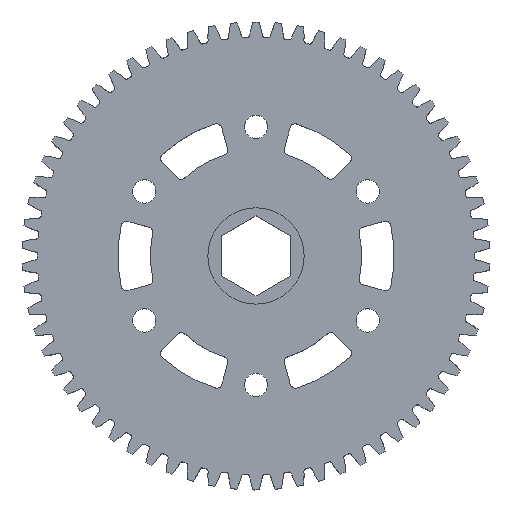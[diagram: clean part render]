
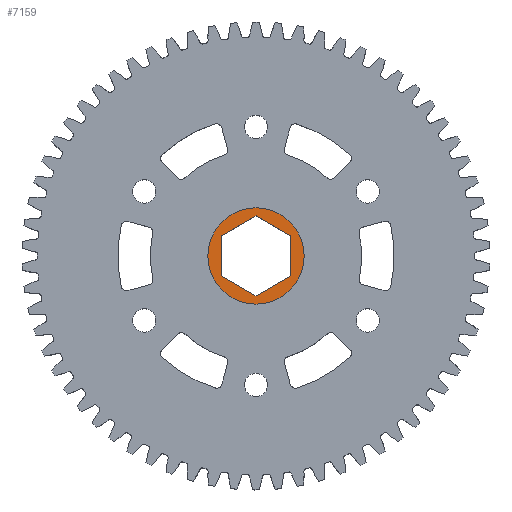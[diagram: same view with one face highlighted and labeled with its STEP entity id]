
A CAD part, top view. The second image highlights one B-rep face of the part: STEP entity #7159.
In plain terms, the highlighted planar face has unit normal (0, 0, 1).
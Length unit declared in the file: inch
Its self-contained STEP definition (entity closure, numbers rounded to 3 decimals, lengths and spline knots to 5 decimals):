
#539 = ORIENTED_EDGE ( 'NONE', *, *, #24201, .T. ) ;
#603 = DIRECTION ( 'NONE',  ( -0.866, 0.5, 0. ) ) ;
#809 = CARTESIAN_POINT ( 'NONE',  ( 0.35, 0., 0.249 ) ) ;
#1824 = AXIS2_PLACEMENT_3D ( 'NONE', #24034, #10941, #26215 ) ;
#1877 = AXIS2_PLACEMENT_3D ( 'NONE', #15149, #2047, #17357 ) ;
#2047 = DIRECTION ( 'NONE',  ( 0., 0., 1. ) ) ;
#2214 = VERTEX_POINT ( 'NONE', #12290 ) ;
#2386 = LINE ( 'NONE', #20730, #8913 ) ;
#2823 = FACE_OUTER_BOUND ( 'NONE', #10161, .T. ) ;
#3062 = PLANE ( 'NONE',  #17063 ) ;
#4047 = EDGE_CURVE ( 'NONE', #15852, #17130, #25120, .T. ) ;
#4690 = ORIENTED_EDGE ( 'NONE', *, *, #4047, .F. ) ;
#4986 = ORIENTED_EDGE ( 'NONE', *, *, #21775, .F. ) ;
#5186 = LINE ( 'NONE', #7342, #27706 ) ;
#5253 = DIRECTION ( 'NONE',  ( 0., 0., 1. ) ) ;
#6975 = CARTESIAN_POINT ( 'NONE',  ( -0.2515, -0.1452, 0.249 ) ) ;
#7159 = ADVANCED_FACE ( 'NONE', ( #26070, #2823 ), #3062, .T. ) ;
#7164 = LINE ( 'NONE', #15900, #12301 ) ;
#7254 = DIRECTION ( 'NONE',  ( 0.866, -0.5, 0. ) ) ;
#7342 = CARTESIAN_POINT ( 'NONE',  ( 0., -0.29041, 0.249 ) ) ;
#7663 = VECTOR ( 'NONE', #7254, 39.37008 ) ;
#8243 = ORIENTED_EDGE ( 'NONE', *, *, #15928, .F. ) ;
#8913 = VECTOR ( 'NONE', #11958, 39.37008 ) ;
#9126 = CIRCLE ( 'NONE', #1877, 0.35 ) ;
#9398 = VERTEX_POINT ( 'NONE', #22539 ) ;
#10022 = CARTESIAN_POINT ( 'NONE',  ( 0., 0.29041, 0.249 ) ) ;
#10104 = VERTEX_POINT ( 'NONE', #10441 ) ;
#10161 = EDGE_LOOP ( 'NONE', ( #539, #20853 ) ) ;
#10441 = CARTESIAN_POINT ( 'NONE',  ( 0.2515, -0.1452, 0.249 ) ) ;
#10650 = VERTEX_POINT ( 'NONE', #809 ) ;
#10649 = CARTESIAN_POINT ( 'NONE',  ( 0., -0.29041, 0.249 ) ) ;
#10941 = DIRECTION ( 'NONE',  ( 0., 0., 1. ) ) ;
#10952 = VECTOR ( 'NONE', #21805, 39.37008 ) ;
#11129 = ORIENTED_EDGE ( 'NONE', *, *, #13333, .F. ) ;
#11193 = CARTESIAN_POINT ( 'NONE',  ( -0.35, 0., 0.249 ) ) ;
#11958 = DIRECTION ( 'NONE',  ( 0., -1., 0. ) ) ;
#12290 = CARTESIAN_POINT ( 'NONE',  ( 0.2515, 0.1452, 0.249 ) ) ;
#12301 = VECTOR ( 'NONE', #603, 39.37008 ) ;
#13333 = EDGE_CURVE ( 'NONE', #17130, #10104, #5186, .T. ) ;
#13946 = DIRECTION ( 'NONE',  ( 0.866, 0.5, 0. ) ) ;
#14995 = VECTOR ( 'NONE', #20893, 39.37008 ) ;
#15149 = CARTESIAN_POINT ( 'NONE',  ( 0., 0., 0.249 ) ) ;
#15852 = VERTEX_POINT ( 'NONE', #6975 ) ;
#15900 = CARTESIAN_POINT ( 'NONE',  ( 0.2515, 0.1452, 0.249 ) ) ;
#15928 = EDGE_CURVE ( 'NONE', #9398, #15852, #2386, .T. ) ;
#16561 = ORIENTED_EDGE ( 'NONE', *, *, #20146, .F. ) ;
#16748 = LINE ( 'NONE', #19601, #10952 ) ;
#17063 = AXIS2_PLACEMENT_3D ( 'NONE', #18348, #5253, #20531 ) ;
#17130 = VERTEX_POINT ( 'NONE', #10649 ) ;
#17357 = DIRECTION ( 'NONE',  ( 1., 0., 0. ) ) ;
#17484 = EDGE_CURVE ( 'NONE', #10650, #24786, #19959, .T. ) ;
#17577 = ORIENTED_EDGE ( 'NONE', *, *, #23107, .F. ) ;
#18348 = CARTESIAN_POINT ( 'NONE',  ( 0., 0., 0.249 ) ) ;
#19601 = CARTESIAN_POINT ( 'NONE',  ( 0.2515, -0.1452, 0.249 ) ) ;
#19692 = EDGE_LOOP ( 'NONE', ( #17577, #4986, #16561, #11129, #4690, #8243 ) ) ;
#19959 = CIRCLE ( 'NONE', #1824, 0.35 ) ;
#20146 = EDGE_CURVE ( 'NONE', #10104, #2214, #16748, .T. ) ;
#20531 = DIRECTION ( 'NONE',  ( 1., 0., 0. ) ) ;
#20730 = CARTESIAN_POINT ( 'NONE',  ( -0.2515, 0.1452, 0.249 ) ) ;
#20853 = ORIENTED_EDGE ( 'NONE', *, *, #17484, .T. ) ;
#20893 = DIRECTION ( 'NONE',  ( -0.866, -0.5, 0. ) ) ;
#21775 = EDGE_CURVE ( 'NONE', #2214, #27847, #7164, .T. ) ;
#21805 = DIRECTION ( 'NONE',  ( 0., 1., 0. ) ) ;
#22539 = CARTESIAN_POINT ( 'NONE',  ( -0.2515, 0.1452, 0.249 ) ) ;
#23107 = EDGE_CURVE ( 'NONE', #27847, #9398, #26624, .T. ) ;
#23417 = CARTESIAN_POINT ( 'NONE',  ( 0., 0.29041, 0.249 ) ) ;
#24034 = CARTESIAN_POINT ( 'NONE',  ( 0., 0., 0.249 ) ) ;
#24201 = EDGE_CURVE ( 'NONE', #24786, #10650, #9126, .T. ) ;
#24786 = VERTEX_POINT ( 'NONE', #11193 ) ;
#25120 = LINE ( 'NONE', #25701, #7663 ) ;
#25701 = CARTESIAN_POINT ( 'NONE',  ( -0.2515, -0.1452, 0.249 ) ) ;
#26070 = FACE_BOUND ( 'NONE', #19692, .T. ) ;
#26215 = DIRECTION ( 'NONE',  ( 1., 0., 0. ) ) ;
#26624 = LINE ( 'NONE', #10022, #14995 ) ;
#27706 = VECTOR ( 'NONE', #13946, 39.37008 ) ;
#27847 = VERTEX_POINT ( 'NONE', #23417 ) ;
